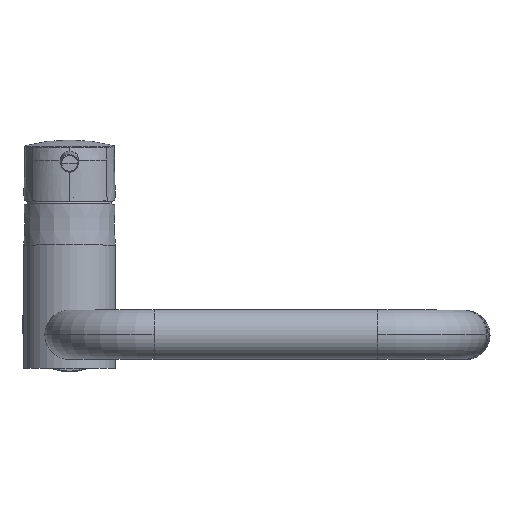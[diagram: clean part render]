
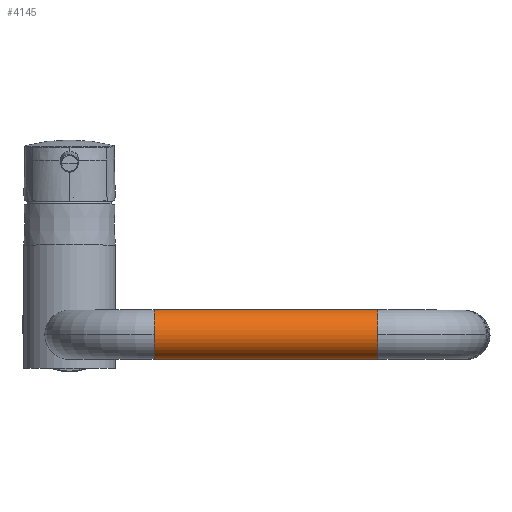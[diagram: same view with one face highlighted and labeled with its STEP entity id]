
A CAD part, top view. The second image highlights one B-rep face of the part: STEP entity #4145.
In plain terms, the highlighted cylindrical face has radius 14 mm (diameter 28 mm), a partial arc.
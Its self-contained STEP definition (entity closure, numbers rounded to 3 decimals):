
#303=LINE('',#12476,#432);
#304=LINE('',#12482,#433);
#432=VECTOR('',#5517,1000.);
#433=VECTOR('',#5522,1000.);
#751=CYLINDRICAL_SURFACE('',#4691,14.);
#1955=ORIENTED_EDGE('',*,*,#2601,.F.);
#1956=ORIENTED_EDGE('',*,*,#2602,.T.);
#1957=ORIENTED_EDGE('',*,*,#2603,.T.);
#1958=ORIENTED_EDGE('',*,*,#2598,.F.);
#1959=ORIENTED_EDGE('',*,*,#2596,.F.);
#1960=ORIENTED_EDGE('',*,*,#2594,.F.);
#2594=EDGE_CURVE('',#2996,#2997,#3178,.F.);
#2596=EDGE_CURVE('',#2997,#2998,#3180,.F.);
#2598=EDGE_CURVE('',#2998,#2999,#303,.F.);
#2601=EDGE_CURVE('',#3001,#2996,#304,.T.);
#2602=EDGE_CURVE('',#3001,#3002,#3184,.T.);
#2603=EDGE_CURVE('',#3002,#2999,#3185,.T.);
#2996=VERTEX_POINT('',#12467);
#2997=VERTEX_POINT('',#12469);
#2998=VERTEX_POINT('',#12473);
#2999=VERTEX_POINT('',#12477);
#3001=VERTEX_POINT('',#12481);
#3002=VERTEX_POINT('',#12485);
#3178=CIRCLE('',#4683,14.);
#3180=CIRCLE('',#4686,14.);
#3184=CIRCLE('',#4692,14.);
#3185=CIRCLE('',#4693,14.);
#3481=EDGE_LOOP('',(#1955,#1956,#1957,#1958,#1959,#1960));
#3792=FACE_BOUND('',#3481,.T.);
#4145=ADVANCED_FACE('',(#3792),#751,.T.);
#4683=AXIS2_PLACEMENT_3D('',#12468,#5505,#5506);
#4686=AXIS2_PLACEMENT_3D('',#12472,#5511,#5512);
#4691=AXIS2_PLACEMENT_3D('',#12483,#5523,#5524);
#4692=AXIS2_PLACEMENT_3D('',#12484,#5525,#5526);
#4693=AXIS2_PLACEMENT_3D('',#12486,#5527,#5528);
#5505=DIRECTION('',(-1.,0.,0.));
#5506=DIRECTION('',(0.,0.,1.));
#5511=DIRECTION('',(-1.,0.,0.));
#5512=DIRECTION('',(0.,0.,1.));
#5517=DIRECTION('',(1.,0.,0.));
#5522=DIRECTION('',(1.,0.,0.));
#5523=DIRECTION('',(1.,0.,0.));
#5524=DIRECTION('',(0.,0.,-1.));
#5525=DIRECTION('',(1.,0.,0.));
#5526=DIRECTION('',(0.,0.,-1.));
#5527=DIRECTION('',(1.,0.,0.));
#5528=DIRECTION('',(0.,0.,-1.));
#12467=CARTESIAN_POINT('',(175.,-17.4,251.035));
#12468=CARTESIAN_POINT('',(175.,-31.4,251.035));
#12469=CARTESIAN_POINT('',(175.,-31.4,265.035));
#12472=CARTESIAN_POINT('',(175.,-31.4,251.035));
#12473=CARTESIAN_POINT('',(175.,-45.4,251.035));
#12476=CARTESIAN_POINT('',(48.,-45.4,251.035));
#12477=CARTESIAN_POINT('',(48.,-45.4,251.035));
#12481=CARTESIAN_POINT('',(48.,-17.4,251.035));
#12482=CARTESIAN_POINT('',(48.,-17.4,251.035));
#12483=CARTESIAN_POINT('',(48.,-31.4,251.035));
#12484=CARTESIAN_POINT('',(48.,-31.4,251.035));
#12485=CARTESIAN_POINT('',(48.,-31.4,265.035));
#12486=CARTESIAN_POINT('',(48.,-31.4,251.035));
